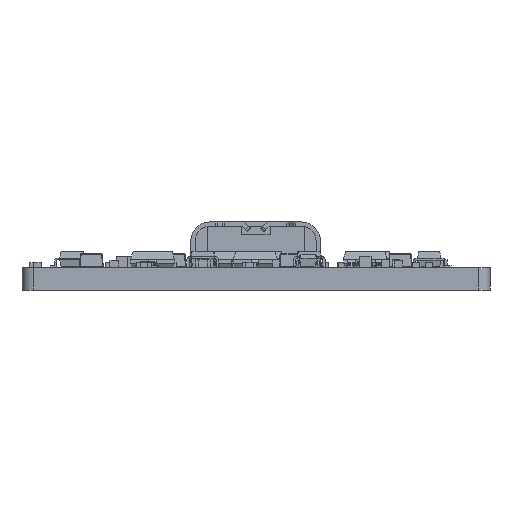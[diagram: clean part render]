
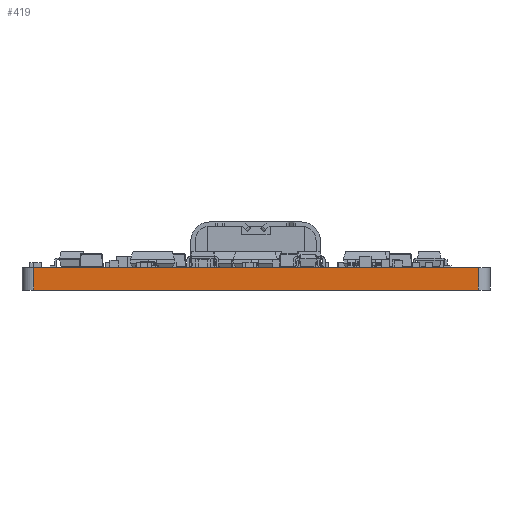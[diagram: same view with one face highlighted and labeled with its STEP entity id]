
A CAD part, front view. The second image highlights one B-rep face of the part: STEP entity #419.
In plain terms, the highlighted planar face has unit normal (0, -1, 0).
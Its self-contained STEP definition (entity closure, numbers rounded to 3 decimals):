
#392 = VERTEX_POINT('',#393);
#393 = CARTESIAN_POINT('',(-15.369,0.,1.545));
#400 = EDGE_CURVE('',#401,#392,#403,.T.);
#401 = VERTEX_POINT('',#402);
#402 = CARTESIAN_POINT('',(-15.369,0.,0.));
#403 = LINE('',#404,#405);
#404 = CARTESIAN_POINT('',(-15.369,0.,0.));
#405 = VECTOR('',#406,1.);
#406 = DIRECTION('',(0.,0.,1.));
#419 = ADVANCED_FACE('',(#420),#445,.F.);
#420 = FACE_BOUND('',#421,.F.);
#421 = EDGE_LOOP('',(#422,#423,#431,#439));
#422 = ORIENTED_EDGE('',*,*,#400,.T.);
#423 = ORIENTED_EDGE('',*,*,#424,.T.);
#424 = EDGE_CURVE('',#392,#425,#427,.T.);
#425 = VERTEX_POINT('',#426);
#426 = CARTESIAN_POINT('',(15.369,0.,
    1.545));
#427 = LINE('',#428,#429);
#428 = CARTESIAN_POINT('',(-15.369,0.,1.545));
#429 = VECTOR('',#430,1.);
#430 = DIRECTION('',(1.,0.,0.));
#431 = ORIENTED_EDGE('',*,*,#432,.F.);
#432 = EDGE_CURVE('',#433,#425,#435,.T.);
#433 = VERTEX_POINT('',#434);
#434 = CARTESIAN_POINT('',(15.369,0.,0.)
  );
#435 = LINE('',#436,#437);
#436 = CARTESIAN_POINT('',(15.369,0.,0.)
  );
#437 = VECTOR('',#438,1.);
#438 = DIRECTION('',(0.,0.,1.));
#439 = ORIENTED_EDGE('',*,*,#440,.F.);
#440 = EDGE_CURVE('',#401,#433,#441,.T.);
#441 = LINE('',#442,#443);
#442 = CARTESIAN_POINT('',(-15.369,0.,0.));
#443 = VECTOR('',#444,1.);
#444 = DIRECTION('',(1.,0.,0.));
#445 = PLANE('',#446);
#446 = AXIS2_PLACEMENT_3D('',#447,#448,#449);
#447 = CARTESIAN_POINT('',(-15.369,0.,0.));
#448 = DIRECTION('',(0.,1.,0.));
#449 = DIRECTION('',(1.,0.,0.));
